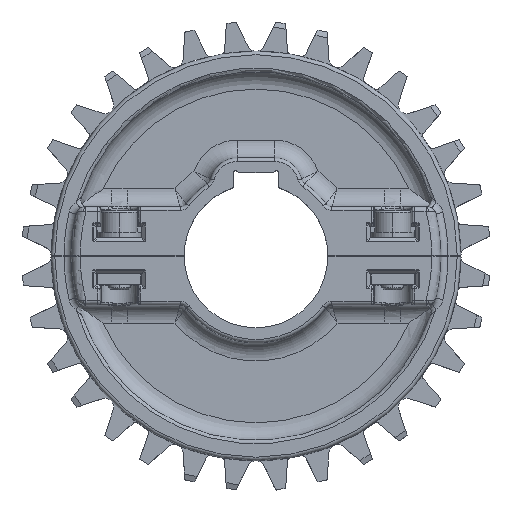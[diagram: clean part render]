
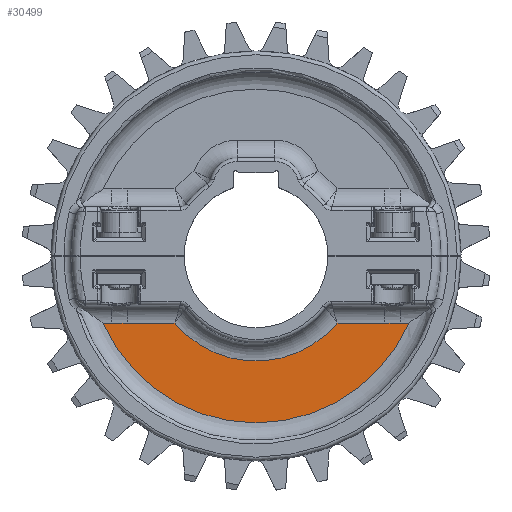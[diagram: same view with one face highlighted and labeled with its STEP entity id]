
A CAD part, top view. The second image highlights one B-rep face of the part: STEP entity #30499.
In plain terms, the highlighted planar face has unit normal (0, 0, 1).
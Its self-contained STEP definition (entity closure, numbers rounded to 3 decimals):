
#165 = ORIENTED_EDGE ( 'NONE', *, *, #22915, .T. ) ;
#1134 = CARTESIAN_POINT ( 'NONE',  ( -36.532, -18.628, 3. ) ) ;
#1285 = ORIENTED_EDGE ( 'NONE', *, *, #15583, .T. ) ;
#2415 = CARTESIAN_POINT ( 'NONE',  ( 39.835, -18.635, 3. ) ) ;
#2953 = EDGE_CURVE ( 'NONE', #17195, #36149, #30112, .T. ) ;
#2982 = CARTESIAN_POINT ( 'NONE',  ( 39.468, -18.628, 3. ) ) ;
#3124 = DIRECTION ( 'NONE',  ( 0., 0., 1. ) ) ;
#3436 = ORIENTED_EDGE ( 'NONE', *, *, #13738, .T. ) ;
#3501 = CARTESIAN_POINT ( 'NONE',  ( 0., 0., 3. ) ) ;
#3771 = CARTESIAN_POINT ( 'NONE',  ( -42.488, -18.635, 3. ) ) ;
#3892 = VERTEX_POINT ( 'NONE', #8380 ) ;
#4641 = LINE ( 'NONE', #21998, #22371 ) ;
#5945 = ORIENTED_EDGE ( 'NONE', *, *, #35066, .T. ) ;
#6294 = CARTESIAN_POINT ( 'NONE',  ( -22.52, -18.635, 3. ) ) ;
#6699 = ORIENTED_EDGE ( 'NONE', *, *, #17884, .T. ) ;
#6925 = CARTESIAN_POINT ( 'NONE',  ( -39.468, -18.628, 3. ) ) ;
#7855 = B_SPLINE_CURVE_WITH_KNOTS ( 'NONE', 3,
 ( #15597, #36202, #1134, #30245, #12693, #9814, #6925, #27173, #9997 ),
 .UNSPECIFIED., .F., .F.,
 ( 4, 2, 1, 2, 4 ),
 ( 0., 0.001, 0.002, 0.003, 0.004 ),
 .UNSPECIFIED. ) ;
#8380 = CARTESIAN_POINT ( 'NONE',  ( 22.52, -18.635, 3. ) ) ;
#9814 = CARTESIAN_POINT ( 'NONE',  ( -38.734, -18.615, 3. ) ) ;
#9997 = CARTESIAN_POINT ( 'NONE',  ( -40.202, -18.635, 3. ) ) ;
#10477 = EDGE_CURVE ( 'NONE', #19846, #17195, #28357, .T. ) ;
#10745 = LINE ( 'NONE', #13652, #27001 ) ;
#11164 = DIRECTION ( 'NONE',  ( 0., 0., -1. ) ) ;
#11665 = CARTESIAN_POINT ( 'NONE',  ( 36.532, -18.628, 3. ) ) ;
#12693 = CARTESIAN_POINT ( 'NONE',  ( -38., -18.605, 3. ) ) ;
#13652 = CARTESIAN_POINT ( 'NONE',  ( 0., -18.635, 3. ) ) ;
#13670 = DIRECTION ( 'NONE',  ( 1., 0., 0. ) ) ;
#13738 = EDGE_CURVE ( 'NONE', #3892, #28322, #29995, .T. ) ;
#13883 = DIRECTION ( 'NONE',  ( -1., 0., 0. ) ) ;
#14153 = VECTOR ( 'NONE', #34903, 1000. ) ;
#14182 = CARTESIAN_POINT ( 'NONE',  ( 38., -18.605, 3. ) ) ;
#14554 = CARTESIAN_POINT ( 'NONE',  ( 37.266, -18.615, 3. ) ) ;
#14625 = AXIS2_PLACEMENT_3D ( 'NONE', #31387, #11164, #13670 ) ;
#15501 = EDGE_CURVE ( 'NONE', #23374, #19846, #7855, .T. ) ;
#15583 = EDGE_CURVE ( 'NONE', #28322, #23374, #10745, .T. ) ;
#15597 = CARTESIAN_POINT ( 'NONE',  ( -35.798, -18.635, 3. ) ) ;
#16400 = LINE ( 'NONE', #22785, #14153 ) ;
#17164 = AXIS2_PLACEMENT_3D ( 'NONE', #34741, #31271, #20107 ) ;
#17195 = VERTEX_POINT ( 'NONE', #3771 ) ;
#17884 = EDGE_CURVE ( 'NONE', #35523, #28397, #18272, .T. ) ;
#18272 = B_SPLINE_CURVE_WITH_KNOTS ( 'NONE', 3,
 ( #38051, #2415, #2982, #23035, #14182, #14554, #11665, #31691, #29363 ),
 .UNSPECIFIED., .F., .F.,
 ( 4, 2, 1, 2, 4 ),
 ( 0., 0.001, 0.002, 0.003, 0.004 ),
 .UNSPECIFIED. ) ;
#19477 = DIRECTION ( 'NONE',  ( -1., 0., 0. ) ) ;
#19846 = VERTEX_POINT ( 'NONE', #29908 ) ;
#20107 = DIRECTION ( 'NONE',  ( 1., 0., 0. ) ) ;
#21998 = CARTESIAN_POINT ( 'NONE',  ( 0., -18.635, 3. ) ) ;
#22058 = CARTESIAN_POINT ( 'NONE',  ( 35.798, -18.635, 3. ) ) ;
#22371 = VECTOR ( 'NONE', #13883, 1000. ) ;
#22577 = CARTESIAN_POINT ( 'NONE',  ( 0., -18.635, 3. ) ) ;
#22785 = CARTESIAN_POINT ( 'NONE',  ( 0., -18.635, 3. ) ) ;
#22806 = CARTESIAN_POINT ( 'NONE',  ( 40.202, -18.635, 3. ) ) ;
#22915 = EDGE_CURVE ( 'NONE', #28397, #3892, #16400, .T. ) ;
#23035 = CARTESIAN_POINT ( 'NONE',  ( 38.734, -18.615, 3. ) ) ;
#23374 = VERTEX_POINT ( 'NONE', #38128 ) ;
#26155 = CARTESIAN_POINT ( 'NONE',  ( 42.488, -18.635, 3. ) ) ;
#27001 = VECTOR ( 'NONE', #28285, 1000. ) ;
#27173 = CARTESIAN_POINT ( 'NONE',  ( -39.835, -18.635, 3. ) ) ;
#28171 = ORIENTED_EDGE ( 'NONE', *, *, #2953, .T. ) ;
#28285 = DIRECTION ( 'NONE',  ( -1., 0., 0. ) ) ;
#28322 = VERTEX_POINT ( 'NONE', #6294 ) ;
#28357 = LINE ( 'NONE', #22577, #37921 ) ;
#28397 = VERTEX_POINT ( 'NONE', #22058 ) ;
#29363 = CARTESIAN_POINT ( 'NONE',  ( 35.798, -18.635, 3. ) ) ;
#29908 = CARTESIAN_POINT ( 'NONE',  ( -40.202, -18.635, 3. ) ) ;
#29995 = CIRCLE ( 'NONE', #14625, 29.23 ) ;
#30112 = CIRCLE ( 'NONE', #17164, 46.395 ) ;
#30245 = CARTESIAN_POINT ( 'NONE',  ( -37.266, -18.615, 3. ) ) ;
#30499 = ADVANCED_FACE ( 'NONE', ( #34770 ), #36049, .T. ) ;
#30907 = ORIENTED_EDGE ( 'NONE', *, *, #15501, .T. ) ;
#31271 = DIRECTION ( 'NONE',  ( 0., 0., 1. ) ) ;
#31299 = EDGE_LOOP ( 'NONE', ( #36912, #28171, #5945, #6699, #165, #3436, #1285, #30907 ) ) ;
#31387 = CARTESIAN_POINT ( 'NONE',  ( 0., 0., 3. ) ) ;
#31691 = CARTESIAN_POINT ( 'NONE',  ( 36.165, -18.635, 3. ) ) ;
#33173 = DIRECTION ( 'NONE',  ( 1., 0., 0. ) ) ;
#34741 = CARTESIAN_POINT ( 'NONE',  ( 0., 0., 3. ) ) ;
#34770 = FACE_OUTER_BOUND ( 'NONE', #31299, .T. ) ;
#34903 = DIRECTION ( 'NONE',  ( -1., 0., 0. ) ) ;
#34950 = AXIS2_PLACEMENT_3D ( 'NONE', #3501, #3124, #33173 ) ;
#35066 = EDGE_CURVE ( 'NONE', #36149, #35523, #4641, .T. ) ;
#35523 = VERTEX_POINT ( 'NONE', #22806 ) ;
#36049 = PLANE ( 'NONE',  #34950 ) ;
#36149 = VERTEX_POINT ( 'NONE', #26155 ) ;
#36202 = CARTESIAN_POINT ( 'NONE',  ( -36.165, -18.635, 3. ) ) ;
#36912 = ORIENTED_EDGE ( 'NONE', *, *, #10477, .T. ) ;
#37921 = VECTOR ( 'NONE', #19477, 1000. ) ;
#38051 = CARTESIAN_POINT ( 'NONE',  ( 40.202, -18.635, 3. ) ) ;
#38128 = CARTESIAN_POINT ( 'NONE',  ( -35.798, -18.635, 3. ) ) ;
